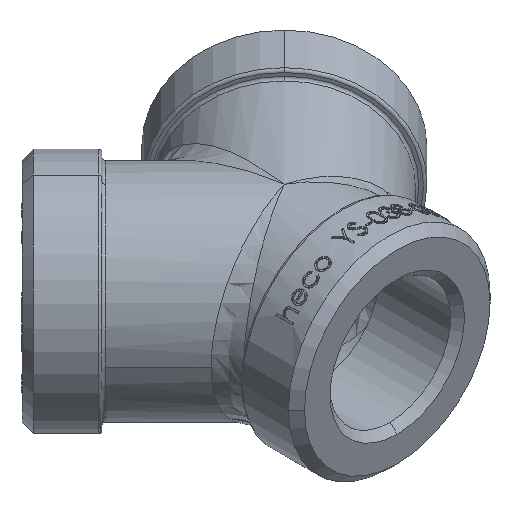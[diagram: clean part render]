
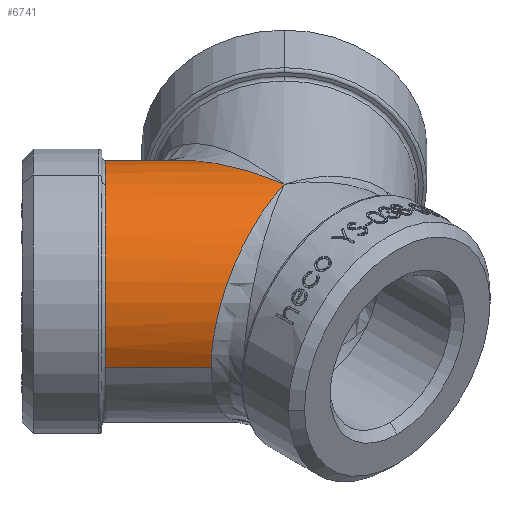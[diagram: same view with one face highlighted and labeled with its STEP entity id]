
A CAD part, isometric view. The second image highlights one B-rep face of the part: STEP entity #6741.
In plain terms, the highlighted cylindrical face has radius 11.5 mm (diameter 23 mm), a partial arc.
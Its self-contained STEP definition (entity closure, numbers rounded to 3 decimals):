
#56 = CARTESIAN_POINT ( 'NONE',  ( -3.368, 3.368, 0. ) ) ;
#363 = CARTESIAN_POINT ( 'NONE',  ( -2.828, 19.092, 0. ) ) ;
#1630 = CARTESIAN_POINT ( 'NONE',  ( 0., 0., 11.5 ) ) ;
#1864 = CARTESIAN_POINT ( 'NONE',  ( -12.671, -3.592, 0.86 ) ) ;
#2238 = B_SPLINE_CURVE_WITH_KNOTS ( 'NONE', 3,
 ( #363, #2259, #21483, #11808, #9753, #23403, #15740 ),
 .UNSPECIFIED., .F., .F.,
 ( 4, 1, 1, 1, 4 ),
 ( 0.5, 0.571, 0.714, 0.857, 1. ),
 .UNSPECIFIED. ) ;
#2259 = CARTESIAN_POINT ( 'NONE',  ( -2.828, 19.092, 0.86 ) ) ;
#3150 = ORIENTED_EDGE ( 'NONE', *, *, #5452, .F. ) ;
#3361 = DIRECTION ( 'NONE',  ( -0.707, 0.707, 0. ) ) ;
#3710 = CIRCLE ( 'NONE', #20840, 11.5 ) ;
#3711 = CARTESIAN_POINT ( 'NONE',  ( 0., 0., 11.5 ) ) ;
#3929 = DIRECTION ( 'NONE',  ( 0.707, -0.707, 0. ) ) ;
#4539 = ORIENTED_EDGE ( 'NONE', *, *, #9519, .F. ) ;
#5439 = VERTEX_POINT ( 'NONE', #7279 ) ;
#5452 = EDGE_CURVE ( 'NONE', #7550, #23834, #9639, .T. ) ;
#5898 = DIRECTION ( 'NONE',  ( -0.707, -0.707, 0. ) ) ;
#6741 = ADVANCED_FACE ( 'NONE', ( #7091 ), #8284, .T. ) ;
#6855 = VERTEX_POINT ( 'NONE', #14117 ) ;
#7010 = EDGE_CURVE ( 'NONE', #16195, #23834, #22563, .T. ) ;
#7091 = FACE_OUTER_BOUND ( 'NONE', #10213, .T. ) ;
#7148 = CARTESIAN_POINT ( 'NONE',  ( -19.233, 2.97, 0. ) ) ;
#7279 = CARTESIAN_POINT ( 'NONE',  ( -11.102, 11.102, 11.5 ) ) ;
#7550 = VERTEX_POINT ( 'NONE', #3711 ) ;
#8172 = AXIS2_PLACEMENT_3D ( 'NONE', #13557, #15153, #5898 ) ;
#8284 = CYLINDRICAL_SURFACE ( 'NONE', #13907, 11.5 ) ;
#9519 = EDGE_CURVE ( 'NONE', #11593, #6855, #24307, .T. ) ;
#9639 = B_SPLINE_CURVE_WITH_KNOTS ( 'NONE', 3,
 ( #1630, #16915, #15092, #20826, #11165, #1864, #14938 ),
 .UNSPECIFIED., .F., .F.,
 ( 4, 1, 1, 1, 4 ),
 ( 0., 0.143, 0.286, 0.429, 0.5 ),
 .UNSPECIFIED. ) ;
#9753 = CARTESIAN_POINT ( 'NONE',  ( -1.269, 8.566, 10.715 ) ) ;
#10213 = EDGE_LOOP ( 'NONE', ( #4539, #10948, #19264, #21559, #3150, #14658 ) ) ;
#10948 = ORIENTED_EDGE ( 'NONE', *, *, #13808, .F. ) ;
#11165 = CARTESIAN_POINT ( 'NONE',  ( -12.355, -3.502, 3.441 ) ) ;
#11593 = VERTEX_POINT ( 'NONE', #24138 ) ;
#11808 = CARTESIAN_POINT ( 'NONE',  ( -2.287, 15.439, 7.416 ) ) ;
#12292 = CARTESIAN_POINT ( 'NONE',  ( -12.671, -3.592, 0. ) ) ;
#12355 = VECTOR ( 'NONE', #16581, 1000. ) ;
#12477 = CARTESIAN_POINT ( 'NONE',  ( 4.763, 11.5, 0. ) ) ;
#12847 = DIRECTION ( 'NONE',  ( -0.707, -0.707, 0. ) ) ;
#13557 = CARTESIAN_POINT ( 'NONE',  ( -11.102, 11.102, 0. ) ) ;
#13808 = EDGE_CURVE ( 'NONE', #5439, #11593, #3710, .T. ) ;
#13907 = AXIS2_PLACEMENT_3D ( 'NONE', #56, #3929, #22921 ) ;
#14117 = CARTESIAN_POINT ( 'NONE',  ( -2.828, 19.092, 0. ) ) ;
#14658 = ORIENTED_EDGE ( 'NONE', *, *, #16882, .F. ) ;
#14938 = CARTESIAN_POINT ( 'NONE',  ( -12.671, -3.592, 0. ) ) ;
#15092 = CARTESIAN_POINT ( 'NONE',  ( -5.687, -1.612, 10.716 ) ) ;
#15153 = DIRECTION ( 'NONE',  ( -0.707, 0.707, 0. ) ) ;
#15740 = CARTESIAN_POINT ( 'NONE',  ( 0., 0., 11.5 ) ) ;
#16195 = VERTEX_POINT ( 'NONE', #7148 ) ;
#16539 = CARTESIAN_POINT ( 'NONE',  ( -11.5, -4.763, 0. ) ) ;
#16581 = DIRECTION ( 'NONE',  ( 0.707, -0.707, 0. ) ) ;
#16882 = EDGE_CURVE ( 'NONE', #6855, #7550, #2238, .T. ) ;
#16915 = CARTESIAN_POINT ( 'NONE',  ( -1.896, -0.537, 11.5 ) ) ;
#17094 = EDGE_CURVE ( 'NONE', #16195, #5439, #22509, .T. ) ;
#18839 = DIRECTION ( 'NONE',  ( 0.707, -0.707, 0. ) ) ;
#19264 = ORIENTED_EDGE ( 'NONE', *, *, #17094, .F. ) ;
#19289 = VECTOR ( 'NONE', #18839, 1000. ) ;
#20433 = CARTESIAN_POINT ( 'NONE',  ( -11.102, 11.102, 0. ) ) ;
#20826 = CARTESIAN_POINT ( 'NONE',  ( -10.245, -2.904, 7.415 ) ) ;
#20840 = AXIS2_PLACEMENT_3D ( 'NONE', #20433, #3361, #12847 ) ;
#21483 = CARTESIAN_POINT ( 'NONE',  ( -2.757, 18.612, 3.441 ) ) ;
#21559 = ORIENTED_EDGE ( 'NONE', *, *, #7010, .T. ) ;
#22509 = CIRCLE ( 'NONE', #8172, 11.5 ) ;
#22563 = LINE ( 'NONE', #16539, #19289 ) ;
#22921 = DIRECTION ( 'NONE',  ( -0.707, -0.707, 0. ) ) ;
#23403 = CARTESIAN_POINT ( 'NONE',  ( -0.423, 2.856, 11.5 ) ) ;
#23834 = VERTEX_POINT ( 'NONE', #12292 ) ;
#24138 = CARTESIAN_POINT ( 'NONE',  ( -2.97, 19.233, 0. ) ) ;
#24307 = LINE ( 'NONE', #12477, #12355 ) ;
